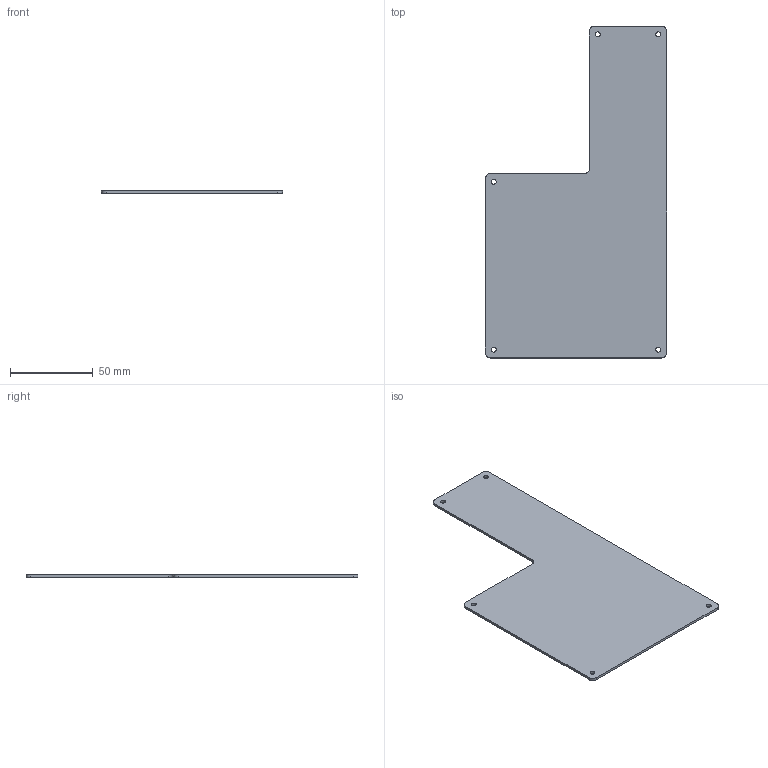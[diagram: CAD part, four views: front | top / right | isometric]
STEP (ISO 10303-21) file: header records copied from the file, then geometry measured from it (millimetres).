
FILE_DESCRIPTION(/* description */ (''),/* implementation_level */ '2;1');
FILE_NAME(/* name */ 'Motherboard.stp',/* time_stamp */ '2023-10-29T15:08:58+07:00',/* author */ ('khrip'),/* organization */ (''),/* preprocessor_version */ 'ST-DEVELOPER v19',/* originating_system */ 'Autodesk Inventor 2023',/* authorisation */ '');
FILE_SCHEMA (('AUTOMOTIVE_DESIGN { 1 0 10303 214 3 1 1 }'));
Length unit declared in the file: millimetre
Products named in the file (1): Motherboard
Bounding box: 109.07 x 200 x 1.5 mm (x, y, z)
Volume: 24308.9 mm3; surface area: 33395.8 mm2
Topology: 1 solids, 1 shells, 19 faces, 51 edges, 34 vertices
Faces by surface type: cylinder 11, plane 8
Full cylindrical faces by diameter (mm): 2.9 x5
Entity records: 670 total; most frequent: DIRECTION 113, CARTESIAN_POINT 105, ORIENTED_EDGE 102, EDGE_CURVE 51, AXIS2_PLACEMENT_3D 42, VERTEX_POINT 34, EDGE_LOOP 29, LINE 29
